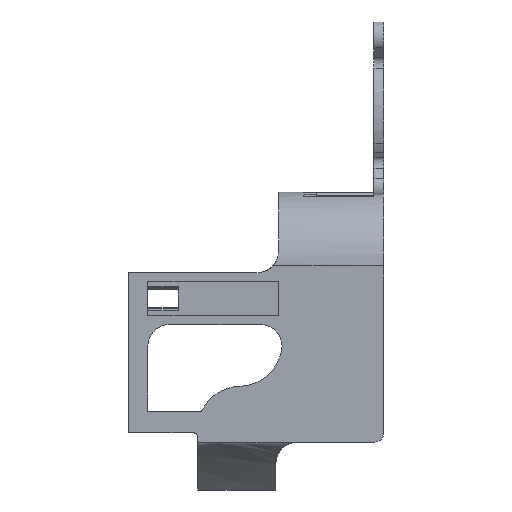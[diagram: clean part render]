
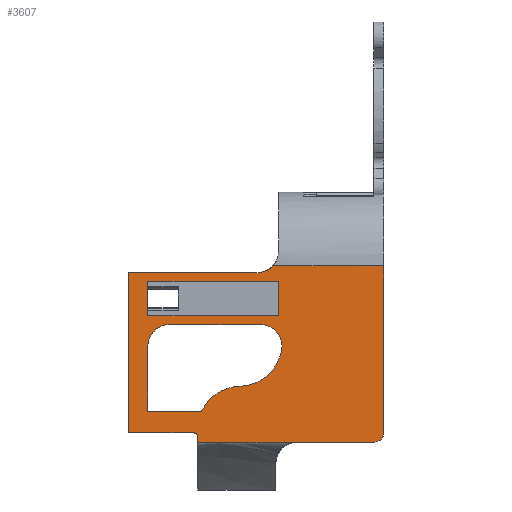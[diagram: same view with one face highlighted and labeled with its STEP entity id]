
A CAD part, left-side view. The second image highlights one B-rep face of the part: STEP entity #3607.
In plain terms, the highlighted planar face has unit normal (-1, 0, 0).
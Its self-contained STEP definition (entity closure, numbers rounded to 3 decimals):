
#25=FACE_BOUND('',#354,.T.);
#26=FACE_BOUND('',#355,.T.);
#51=PLANE('',#3830);
#160=FACE_OUTER_BOUND('',#353,.T.);
#353=EDGE_LOOP('',(#2480,#2481,#2482,#2483,#2484,#2485,#2486,#2487,#2488,
#2489,#2490));
#354=EDGE_LOOP('',(#2491,#2492,#2493,#2494));
#355=EDGE_LOOP('',(#2495,#2496,#2497,#2498,#2499,#2500,#2501,#2502));
#596=LINE('',#5243,#973);
#625=LINE('',#5322,#1002);
#626=LINE('',#5324,#1003);
#627=LINE('',#5328,#1004);
#628=LINE('',#5330,#1005);
#629=LINE('',#5332,#1006);
#630=LINE('',#5336,#1007);
#631=LINE('',#5337,#1008);
#632=LINE('',#5340,#1009);
#633=LINE('',#5342,#1010);
#634=LINE('',#5344,#1011);
#635=LINE('',#5345,#1012);
#636=LINE('',#5348,#1013);
#637=LINE('',#5350,#1014);
#638=LINE('',#5352,#1015);
#639=LINE('',#5356,#1016);
#973=VECTOR('',#4177,10.);
#1002=VECTOR('',#4232,10.);
#1003=VECTOR('',#4233,10.);
#1004=VECTOR('',#4236,10.);
#1005=VECTOR('',#4237,10.);
#1006=VECTOR('',#4238,10.);
#1007=VECTOR('',#4241,10.);
#1008=VECTOR('',#4242,10.);
#1009=VECTOR('',#4243,10.);
#1010=VECTOR('',#4244,10.);
#1011=VECTOR('',#4245,10.);
#1012=VECTOR('',#4246,10.);
#1013=VECTOR('',#4247,10.);
#1014=VECTOR('',#4248,10.);
#1015=VECTOR('',#4249,10.);
#1016=VECTOR('',#4252,10.);
#1347=CIRCLE('',#3816,5.);
#1358=CIRCLE('',#3831,1.);
#1359=CIRCLE('',#3832,2.);
#1360=CIRCLE('',#3833,5.);
#1361=CIRCLE('',#3834,5.);
#1362=CIRCLE('',#3835,10.);
#1363=CIRCLE('',#3836,10.);
#1505=VERTEX_POINT('',#5226);
#1507=VERTEX_POINT('',#5235);
#1509=VERTEX_POINT('',#5241);
#1546=VERTEX_POINT('',#5321);
#1547=VERTEX_POINT('',#5323);
#1548=VERTEX_POINT('',#5325);
#1549=VERTEX_POINT('',#5327);
#1550=VERTEX_POINT('',#5329);
#1551=VERTEX_POINT('',#5331);
#1552=VERTEX_POINT('',#5333);
#1553=VERTEX_POINT('',#5335);
#1554=VERTEX_POINT('',#5338);
#1555=VERTEX_POINT('',#5339);
#1556=VERTEX_POINT('',#5341);
#1557=VERTEX_POINT('',#5343);
#1558=VERTEX_POINT('',#5346);
#1559=VERTEX_POINT('',#5347);
#1560=VERTEX_POINT('',#5349);
#1561=VERTEX_POINT('',#5351);
#1562=VERTEX_POINT('',#5353);
#1563=VERTEX_POINT('',#5355);
#1564=VERTEX_POINT('',#5357);
#1565=VERTEX_POINT('',#5359);
#1877=EDGE_CURVE('',#1507,#1505,#1347,.T.);
#1880=EDGE_CURVE('',#1507,#1509,#596,.T.);
#1919=EDGE_CURVE('',#1509,#1546,#625,.F.);
#1920=EDGE_CURVE('',#1547,#1546,#626,.T.);
#1921=EDGE_CURVE('',#1548,#1547,#1358,.T.);
#1922=EDGE_CURVE('',#1549,#1548,#627,.F.);
#1923=EDGE_CURVE('',#1549,#1550,#628,.T.);
#1924=EDGE_CURVE('',#1550,#1551,#629,.T.);
#1925=EDGE_CURVE('',#1552,#1551,#1359,.T.);
#1926=EDGE_CURVE('',#1553,#1552,#630,.T.);
#1927=EDGE_CURVE('',#1505,#1553,#631,.F.);
#1928=EDGE_CURVE('',#1554,#1555,#632,.F.);
#1929=EDGE_CURVE('',#1555,#1556,#633,.T.);
#1930=EDGE_CURVE('',#1557,#1556,#634,.T.);
#1931=EDGE_CURVE('',#1554,#1557,#635,.T.);
#1932=EDGE_CURVE('',#1558,#1559,#636,.T.);
#1933=EDGE_CURVE('',#1559,#1560,#637,.T.);
#1934=EDGE_CURVE('',#1560,#1561,#638,.T.);
#1935=EDGE_CURVE('',#1562,#1561,#1360,.T.);
#1936=EDGE_CURVE('',#1563,#1562,#639,.T.);
#1937=EDGE_CURVE('',#1563,#1564,#1361,.F.);
#1938=EDGE_CURVE('',#1565,#1564,#1362,.T.);
#1939=EDGE_CURVE('',#1558,#1565,#1363,.T.);
#2480=ORIENTED_EDGE('',*,*,#1880,.T.);
#2481=ORIENTED_EDGE('',*,*,#1919,.T.);
#2482=ORIENTED_EDGE('',*,*,#1920,.F.);
#2483=ORIENTED_EDGE('',*,*,#1921,.F.);
#2484=ORIENTED_EDGE('',*,*,#1922,.F.);
#2485=ORIENTED_EDGE('',*,*,#1923,.T.);
#2486=ORIENTED_EDGE('',*,*,#1924,.T.);
#2487=ORIENTED_EDGE('',*,*,#1925,.F.);
#2488=ORIENTED_EDGE('',*,*,#1926,.F.);
#2489=ORIENTED_EDGE('',*,*,#1927,.F.);
#2490=ORIENTED_EDGE('',*,*,#1877,.F.);
#2491=ORIENTED_EDGE('',*,*,#1928,.T.);
#2492=ORIENTED_EDGE('',*,*,#1929,.T.);
#2493=ORIENTED_EDGE('',*,*,#1930,.F.);
#2494=ORIENTED_EDGE('',*,*,#1931,.F.);
#2495=ORIENTED_EDGE('',*,*,#1932,.T.);
#2496=ORIENTED_EDGE('',*,*,#1933,.T.);
#2497=ORIENTED_EDGE('',*,*,#1934,.T.);
#2498=ORIENTED_EDGE('',*,*,#1935,.F.);
#2499=ORIENTED_EDGE('',*,*,#1936,.F.);
#2500=ORIENTED_EDGE('',*,*,#1937,.T.);
#2501=ORIENTED_EDGE('',*,*,#1938,.F.);
#2502=ORIENTED_EDGE('',*,*,#1939,.F.);
#3607=ADVANCED_FACE('',(#160,#25,#26),#51,.T.);
#3816=AXIS2_PLACEMENT_3D('',#5237,#4171,#4172);
#3830=AXIS2_PLACEMENT_3D('',#5320,#4230,#4231);
#3831=AXIS2_PLACEMENT_3D('',#5326,#4234,#4235);
#3832=AXIS2_PLACEMENT_3D('',#5334,#4239,#4240);
#3833=AXIS2_PLACEMENT_3D('',#5354,#4250,#4251);
#3834=AXIS2_PLACEMENT_3D('',#5358,#4253,#4254);
#3835=AXIS2_PLACEMENT_3D('',#5360,#4255,#4256);
#3836=AXIS2_PLACEMENT_3D('',#5361,#4257,#4258);
#4171=DIRECTION('center_axis',(-1.,0.,0.));
#4172=DIRECTION('ref_axis',(0.,-0.707,-0.707));
#4177=DIRECTION('',(0.,1.,0.));
#4230=DIRECTION('center_axis',(-1.,0.,0.));
#4231=DIRECTION('ref_axis',(0.,1.,0.));
#4232=DIRECTION('',(0.,0.,1.));
#4233=DIRECTION('',(0.,1.,0.));
#4234=DIRECTION('center_axis',(-1.,0.,0.));
#4235=DIRECTION('ref_axis',(0.,-0.707,0.707));
#4236=DIRECTION('',(0.,0.,-1.));
#4237=DIRECTION('',(0.,-1.,0.));
#4238=DIRECTION('',(0.,-1.,0.));
#4239=DIRECTION('center_axis',(1.,0.,0.));
#4240=DIRECTION('ref_axis',(0.,-0.707,-0.707));
#4241=DIRECTION('',(0.,0.,-1.));
#4242=DIRECTION('',(0.,1.,0.));
#4243=DIRECTION('',(0.,0.,1.));
#4244=DIRECTION('',(0.,1.,0.));
#4245=DIRECTION('',(0.,0.,-1.));
#4246=DIRECTION('',(0.,1.,0.));
#4247=DIRECTION('',(0.,0.,-1.));
#4248=DIRECTION('',(0.,1.,0.));
#4249=DIRECTION('',(0.,0.,1.));
#4250=DIRECTION('center_axis',(-1.,0.,0.));
#4251=DIRECTION('ref_axis',(0.,0.707,0.707));
#4252=DIRECTION('',(0.,1.,0.));
#4253=DIRECTION('center_axis',(-1.,0.,0.));
#4254=DIRECTION('ref_axis',(0.,0.,-1.));
#4255=DIRECTION('center_axis',(-1.,0.,0.));
#4256=DIRECTION('ref_axis',(0.,-0.707,-0.707));
#4257=DIRECTION('center_axis',(1.,0.,0.));
#4258=DIRECTION('ref_axis',(0.,-1.,0.));
#5226=CARTESIAN_POINT('',(-32.5,-51.819,19.3));
#5235=CARTESIAN_POINT('',(-32.5,-48.2,17.75));
#5237=CARTESIAN_POINT('Origin',(-32.5,-48.2,22.75));
#5241=CARTESIAN_POINT('',(-32.5,-18.5,17.75));
#5243=CARTESIAN_POINT('',(-32.5,-54.05,17.75));
#5320=CARTESIAN_POINT('Origin',(-32.5,-76.95,36.3));
#5321=CARTESIAN_POINT('',(-32.5,-18.5,-19.25));
#5322=CARTESIAN_POINT('',(-32.5,-18.5,24.025));
#5323=CARTESIAN_POINT('',(-32.5,-33.5,-19.25));
#5324=CARTESIAN_POINT('',(-32.5,-20.,-19.25));
#5325=CARTESIAN_POINT('',(-32.5,-34.5,-20.25));
#5326=CARTESIAN_POINT('Origin',(-32.5,-33.5,-20.25));
#5327=CARTESIAN_POINT('',(-32.5,-34.5,-21.38));
#5328=CARTESIAN_POINT('',(-32.5,-34.5,9.185));
#5329=CARTESIAN_POINT('',(-32.5,-57.5,-21.38));
#5330=CARTESIAN_POINT('',(-32.5,-76.95,-21.38));
#5331=CARTESIAN_POINT('',(-32.5,-75.45,-21.38));
#5332=CARTESIAN_POINT('',(-32.5,-76.95,-21.38));
#5333=CARTESIAN_POINT('',(-32.5,-77.45,-19.38));
#5334=CARTESIAN_POINT('Origin',(-32.5,-75.45,-19.38));
#5335=CARTESIAN_POINT('',(-32.5,-77.45,19.3));
#5336=CARTESIAN_POINT('',(-32.5,-77.45,36.3));
#5337=CARTESIAN_POINT('',(-32.5,-65.5,19.3));
#5338=CARTESIAN_POINT('',(-32.5,-53.2,15.75));
#5339=CARTESIAN_POINT('',(-32.5,-53.2,7.75));
#5340=CARTESIAN_POINT('',(-32.5,-53.2,30.3));
#5341=CARTESIAN_POINT('',(-32.5,-23.,7.75));
#5342=CARTESIAN_POINT('',(-32.5,-54.05,7.75));
#5343=CARTESIAN_POINT('',(-32.5,-23.,15.75));
#5344=CARTESIAN_POINT('',(-32.5,-23.,9.75));
#5345=CARTESIAN_POINT('',(-32.5,-54.05,15.75));
#5346=CARTESIAN_POINT('',(-32.5,-35.5,-14.116));
#5347=CARTESIAN_POINT('',(-32.5,-35.5,-14.25));
#5348=CARTESIAN_POINT('',(-32.5,-35.5,21.025));
#5349=CARTESIAN_POINT('',(-32.5,-23.,-14.25));
#5350=CARTESIAN_POINT('',(-32.5,-56.225,-14.25));
#5351=CARTESIAN_POINT('',(-32.5,-23.,0.75));
#5352=CARTESIAN_POINT('',(-32.5,-23.,11.025));
#5353=CARTESIAN_POINT('',(-32.5,-28.,5.75));
#5354=CARTESIAN_POINT('Origin',(-32.5,-28.,0.75));
#5355=CARTESIAN_POINT('',(-32.5,-48.99,5.75));
#5356=CARTESIAN_POINT('',(-32.5,-54.05,5.75));
#5357=CARTESIAN_POINT('',(-32.5,-53.931,-0.02));
#5358=CARTESIAN_POINT('Origin',(-32.5,-48.99,0.75));
#5359=CARTESIAN_POINT('',(-32.5,-44.275,-8.477));
#5360=CARTESIAN_POINT('Origin',(-32.5,-44.05,1.52));
#5361=CARTESIAN_POINT('Origin',(-32.5,-44.5,-18.475));
